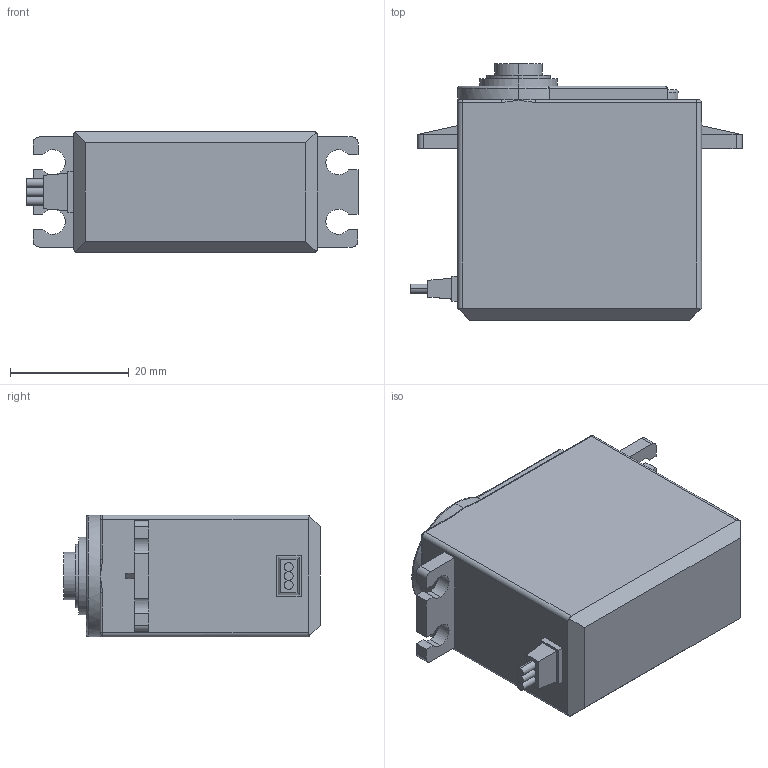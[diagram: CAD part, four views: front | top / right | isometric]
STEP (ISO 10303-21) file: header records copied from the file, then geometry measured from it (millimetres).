
FILE_DESCRIPTION (( 'STEP AP203' ), '1' );
FILE_NAME ('Servo Motor MG996R (Edited).STEP', '2019-08-15T04:35:13', ( '' ), ( '' ), 'SwSTEP 2.0', 'SolidWorks 2018', '' );
FILE_SCHEMA (( 'CONFIG_CONTROL_DESIGN' ));
Length unit declared in the file: centimetre
Products named in the file (1): Servo Motor MG996R (Edited)
Bounding box: 55.8 x 43.1 x 20.5 mm (x, y, z)
Volume: 33143.7 mm3; surface area: 7073.3 mm2
Topology: 4 solids, 4 shells, 129 faces, 316 edges, 197 vertices
Faces by surface type: plane 67, cylinder 48, torus 8, bspline 6
Entity records: 3950 total; most frequent: CARTESIAN_POINT 855, DIRECTION 641, ORIENTED_EDGE 620, EDGE_CURVE 310, AXIS2_PLACEMENT_3D 227, VERTEX_POINT 197, VECTOR 187, LINE 187
